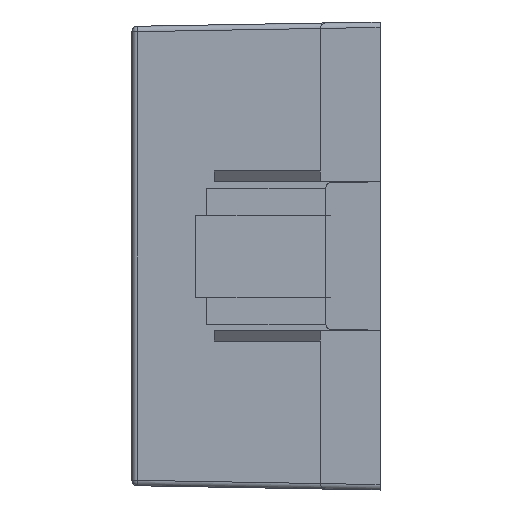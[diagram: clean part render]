
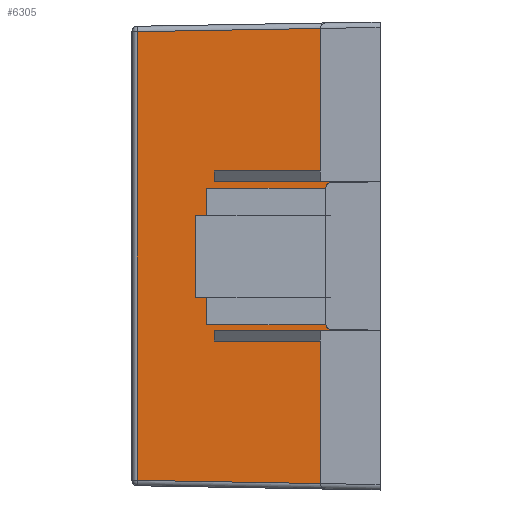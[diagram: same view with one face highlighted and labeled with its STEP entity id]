
A CAD part, left-side view. The second image highlights one B-rep face of the part: STEP entity #6305.
In plain terms, the highlighted planar face has unit normal (-1, 0.018, 0).
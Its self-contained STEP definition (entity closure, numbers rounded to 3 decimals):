
#30 = LINE ( 'NONE', #274, #14059 ) ;
#85 = DIRECTION ( 'NONE',  ( -0.017, -1., 0. ) ) ;
#159 = CARTESIAN_POINT ( 'NONE',  ( -16.659, 22.409, 20.709 ) ) ;
#274 = CARTESIAN_POINT ( 'NONE',  ( -16.954, 5.5, 1.97 ) ) ;
#275 = CARTESIAN_POINT ( 'NONE',  ( -17.05, 0., 1.97 ) ) ;
#388 = DIRECTION ( 'NONE',  ( -0.017, -1., 0. ) ) ;
#466 = DIRECTION ( 'NONE',  ( 0.017, 1., 0. ) ) ;
#777 = VECTOR ( 'NONE', #466, 1000. ) ;
#939 = ORIENTED_EDGE ( 'NONE', *, *, #6179, .T. ) ;
#972 = EDGE_CURVE ( 'NONE', #7264, #10073, #30, .T. ) ;
#1057 = LINE ( 'NONE', #6076, #14431 ) ;
#1165 = VERTEX_POINT ( 'NONE', #7086 ) ;
#1226 = CARTESIAN_POINT ( 'NONE',  ( -16.954, 5.5, -21.004 ) ) ;
#1231 = CARTESIAN_POINT ( 'NONE',  ( -16.954, 5.5, 21.004 ) ) ;
#1434 = VERTEX_POINT ( 'NONE', #14647 ) ;
#1573 = CARTESIAN_POINT ( 'NONE',  ( -16.783, 15.315, -7.85 ) ) ;
#1643 = EDGE_CURVE ( 'NONE', #6483, #13490, #16477, .T. ) ;
#1754 = AXIS2_PLACEMENT_3D ( 'NONE', #275, #14683, #388 ) ;
#1846 = LINE ( 'NONE', #11542, #11766 ) ;
#2184 = CARTESIAN_POINT ( 'NONE',  ( -16.659, 22.409, 1.97 ) ) ;
#2790 = EDGE_CURVE ( 'NONE', #6483, #1434, #3674, .T. ) ;
#2832 = CARTESIAN_POINT ( 'NONE',  ( -16.954, 5.5, 21.004 ) ) ;
#2850 = EDGE_CURVE ( 'NONE', #4609, #9990, #1846, .T. ) ;
#2966 = CARTESIAN_POINT ( 'NONE',  ( -17.05, 0., -7.85 ) ) ;
#3054 = DIRECTION ( 'NONE',  ( 0., 0., 1. ) ) ;
#3632 = DIRECTION ( 'NONE',  ( 0.017, 1., 0. ) ) ;
#3671 = CARTESIAN_POINT ( 'NONE',  ( -16.971, 4.5, 21.6 ) ) ;
#3674 = LINE ( 'NONE', #3671, #7119 ) ;
#3811 = LINE ( 'NONE', #2966, #777 ) ;
#3942 = ORIENTED_EDGE ( 'NONE', *, *, #1643, .T. ) ;
#4028 = EDGE_CURVE ( 'NONE', #13142, #15990, #9930, .T. ) ;
#4352 = DIRECTION ( 'NONE',  ( 0., 0., 1. ) ) ;
#4522 = LINE ( 'NONE', #8434, #4735 ) ;
#4609 = VERTEX_POINT ( 'NONE', #15317 ) ;
#4663 = CARTESIAN_POINT ( 'NONE',  ( -16.783, 15.315, 6.85 ) ) ;
#4686 = CARTESIAN_POINT ( 'NONE',  ( -16.783, 15.315, -6.85 ) ) ;
#4735 = VECTOR ( 'NONE', #3054, 1000. ) ;
#4808 = DIRECTION ( 'NONE',  ( 0., 0., 1. ) ) ;
#5108 = FACE_OUTER_BOUND ( 'NONE', #11615, .T. ) ;
#5286 = EDGE_CURVE ( 'NONE', #1165, #7264, #5321, .T. ) ;
#5321 = LINE ( 'NONE', #12837, #12409 ) ;
#5384 = ORIENTED_EDGE ( 'NONE', *, *, #9912, .T. ) ;
#5387 = DIRECTION ( 'NONE',  ( 0.017, 1., -0.017 ) ) ;
#5603 = PLANE ( 'NONE',  #1754 ) ;
#5671 = ORIENTED_EDGE ( 'NONE', *, *, #2790, .F. ) ;
#5690 = VECTOR ( 'NONE', #3632, 1000. ) ;
#6076 = CARTESIAN_POINT ( 'NONE',  ( -16.783, 15.315, -6.85 ) ) ;
#6172 = VERTEX_POINT ( 'NONE', #159 ) ;
#6179 = EDGE_CURVE ( 'NONE', #13490, #1165, #7524, .T. ) ;
#6305 = ADVANCED_FACE ( 'NONE', ( #5108 ), #5603, .T. ) ;
#6483 = VERTEX_POINT ( 'NONE', #11095 ) ;
#6688 = DIRECTION ( 'NONE',  ( 0., 0., 1. ) ) ;
#7086 = CARTESIAN_POINT ( 'NONE',  ( -16.783, 15.315, 7.85 ) ) ;
#7119 = VECTOR ( 'NONE', #14203, 1000. ) ;
#7131 = CARTESIAN_POINT ( 'NONE',  ( -16.954, 5.5, 7.85 ) ) ;
#7264 = VERTEX_POINT ( 'NONE', #7131 ) ;
#7362 = CARTESIAN_POINT ( 'NONE',  ( -16.783, 15.315, 1.97 ) ) ;
#7524 = LINE ( 'NONE', #7973, #11777 ) ;
#7637 = CARTESIAN_POINT ( 'NONE',  ( -16.954, 5.5, -7.85 ) ) ;
#7894 = VECTOR ( 'NONE', #4808, 1000. ) ;
#7973 = CARTESIAN_POINT ( 'NONE',  ( -16.783, 15.315, 1.97 ) ) ;
#8434 = CARTESIAN_POINT ( 'NONE',  ( -16.954, 5.5, 1.97 ) ) ;
#8971 = DIRECTION ( 'NONE',  ( -0.017, -1., -0.017 ) ) ;
#9177 = EDGE_CURVE ( 'NONE', #9990, #13066, #4522, .T. ) ;
#9606 = ORIENTED_EDGE ( 'NONE', *, *, #11938, .T. ) ;
#9912 = EDGE_CURVE ( 'NONE', #6172, #4609, #11839, .T. ) ;
#9930 = LINE ( 'NONE', #7362, #7894 ) ;
#9967 = DIRECTION ( 'NONE',  ( -0.017, -1., 0. ) ) ;
#9990 = VERTEX_POINT ( 'NONE', #1226 ) ;
#10073 = VERTEX_POINT ( 'NONE', #2832 ) ;
#10155 = ORIENTED_EDGE ( 'NONE', *, *, #4028, .T. ) ;
#10498 = ORIENTED_EDGE ( 'NONE', *, *, #5286, .T. ) ;
#10641 = VECTOR ( 'NONE', #11405, 1000. ) ;
#11095 = CARTESIAN_POINT ( 'NONE',  ( -16.971, 4.5, 6.85 ) ) ;
#11405 = DIRECTION ( 'NONE',  ( 0., 0., -1. ) ) ;
#11542 = CARTESIAN_POINT ( 'NONE',  ( -16.659, 22.409, -20.709 ) ) ;
#11615 = EDGE_LOOP ( 'NONE', ( #939, #10498, #15447, #13749, #5384, #13974, #16119, #11982, #10155, #9606, #5671, #3942 ) ) ;
#11766 = VECTOR ( 'NONE', #8971, 1000. ) ;
#11777 = VECTOR ( 'NONE', #6688, 1000. ) ;
#11839 = LINE ( 'NONE', #2184, #10641 ) ;
#11938 = EDGE_CURVE ( 'NONE', #15990, #1434, #1057, .T. ) ;
#11982 = ORIENTED_EDGE ( 'NONE', *, *, #12689, .T. ) ;
#12409 = VECTOR ( 'NONE', #85, 1000. ) ;
#12689 = EDGE_CURVE ( 'NONE', #13066, #13142, #3811, .T. ) ;
#12837 = CARTESIAN_POINT ( 'NONE',  ( -17.05, 0., 7.85 ) ) ;
#12933 = VECTOR ( 'NONE', #5387, 1000. ) ;
#13066 = VERTEX_POINT ( 'NONE', #7637 ) ;
#13142 = VERTEX_POINT ( 'NONE', #1573 ) ;
#13490 = VERTEX_POINT ( 'NONE', #4663 ) ;
#13749 = ORIENTED_EDGE ( 'NONE', *, *, #14509, .T. ) ;
#13790 = CARTESIAN_POINT ( 'NONE',  ( -16.971, 4.5, 6.85 ) ) ;
#13974 = ORIENTED_EDGE ( 'NONE', *, *, #2850, .T. ) ;
#14059 = VECTOR ( 'NONE', #4352, 1000. ) ;
#14203 = DIRECTION ( 'NONE',  ( 0., 0., -1. ) ) ;
#14431 = VECTOR ( 'NONE', #9967, 1000. ) ;
#14509 = EDGE_CURVE ( 'NONE', #10073, #6172, #15578, .T. ) ;
#14647 = CARTESIAN_POINT ( 'NONE',  ( -16.971, 4.5, -6.85 ) ) ;
#14683 = DIRECTION ( 'NONE',  ( -1., 0.017, 0. ) ) ;
#15317 = CARTESIAN_POINT ( 'NONE',  ( -16.659, 22.409, -20.709 ) ) ;
#15447 = ORIENTED_EDGE ( 'NONE', *, *, #972, .T. ) ;
#15578 = LINE ( 'NONE', #1231, #12933 ) ;
#15990 = VERTEX_POINT ( 'NONE', #4686 ) ;
#16119 = ORIENTED_EDGE ( 'NONE', *, *, #9177, .T. ) ;
#16477 = LINE ( 'NONE', #13790, #5690 ) ;
